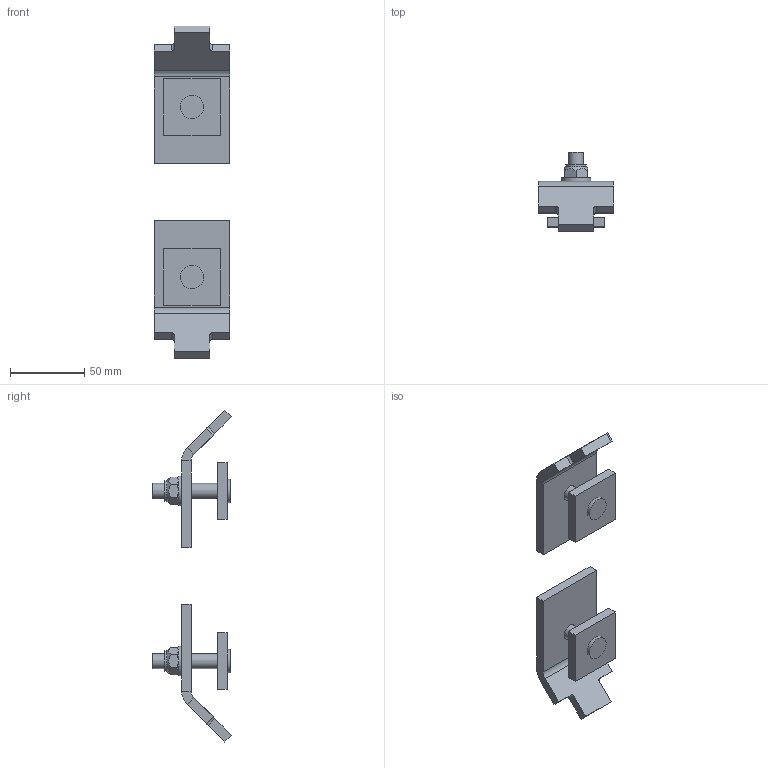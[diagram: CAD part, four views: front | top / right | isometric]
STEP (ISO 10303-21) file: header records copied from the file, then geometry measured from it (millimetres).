
FILE_DESCRIPTION(/* description */ ('ETA-3 RIGID HANGER ASSEMBLY'),/* implementation_level */ '2;1');
FILE_NAME(/* name */ '27075.stp',/* time_stamp */ '2020-12-18T14:23:19-05:00',/* author */ ('mnhhw'),/* organization */ (''),/* preprocessor_version */ 'ST-DEVELOPER v17',/* originating_system */ 'Autodesk Inventor 2019',/* authorisation */ '');
FILE_SCHEMA (('AUTOMOTIVE_DESIGN { 1 0 10303 214 3 1 1 }'));
Length unit declared in the file: inch
Products named in the file (7): 27075; 79596; 82181; 50003; 51981; 52441; 79584
Assembly tree (8 placements, depth 3):
  27075
    79596  x2
      82181
      50003
      51981
      52441
    79584  x2
Bounding box: 50.8 x 52.92 x 222.95 mm (x, y, z)
Volume: 87890.9 mm3; surface area: 37840.4 mm2
Topology: 10 solids, 10 shells, 112 faces, 252 edges, 162 vertices
Faces by surface type: plane 70, cylinder 24, cone 18
Full cylindrical faces by diameter (mm): 8.376 x2, 10 x2, 10.85 x2, 10.998 x4, 13.6 x2, 15.7 x2, 20 x2
Entity records: 1840 total; most frequent: CARTESIAN_POINT 315, DIRECTION 293, ORIENTED_EDGE 252, EDGE_CURVE 126, AXIS2_PLACEMENT_3D 113, VERTEX_POINT 81, LINE 67, VECTOR 67
